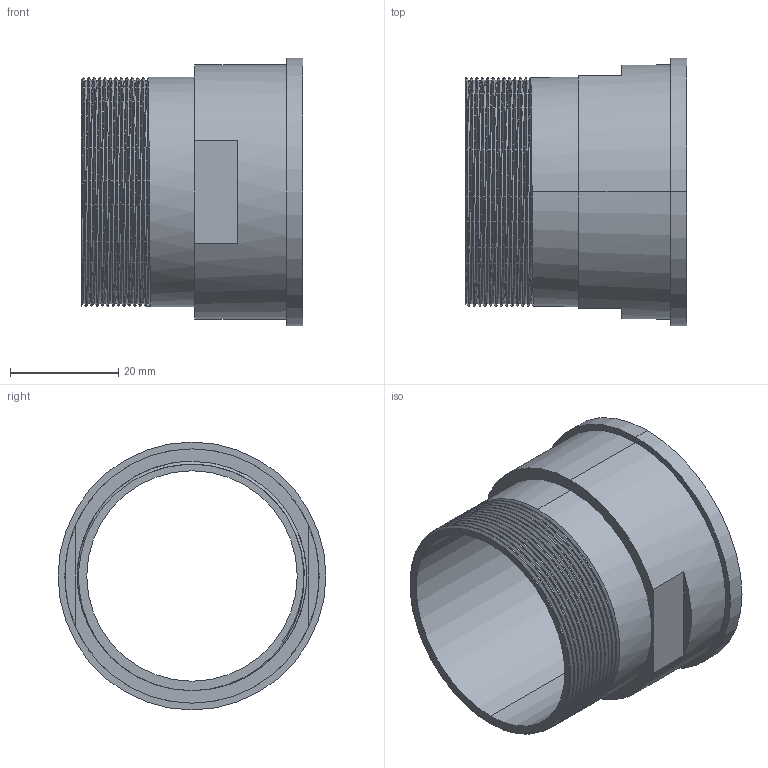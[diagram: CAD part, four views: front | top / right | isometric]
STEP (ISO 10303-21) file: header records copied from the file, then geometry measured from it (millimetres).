
FILE_DESCRIPTION (( 'STEP AP203' ), '1' );
FILE_NAME ('3D-LR-131-UE_1 1-4_17106460.STEP', '2024-09-02T16:29:06', ( '' ), ( '' ), 'SwSTEP 2.0', 'SolidWorks 2024', '' );
FILE_SCHEMA (( 'CONFIG_CONTROL_DESIGN' ));
Length unit declared in the file: millimetre
Products named in the file (1): 3D-LR-131-UE_1 1-4_17106460
Bounding box: 41 x 49.5 x 49.5 mm (x, y, z)
Volume: 15285 mm3; surface area: 13206.4 mm2
Topology: 1 solids, 1 shells, 44 faces, 118 edges, 78 vertices
Faces by surface type: cylinder 32, plane 9, bspline 3
Entity records: 3499 total; most frequent: CARTESIAN_POINT 2468, ORIENTED_EDGE 236, DIRECTION 166, EDGE_CURVE 118, VERTEX_POINT 78, AXIS2_PLACEMENT_3D 61, EDGE_LOOP 48, LINE 44
